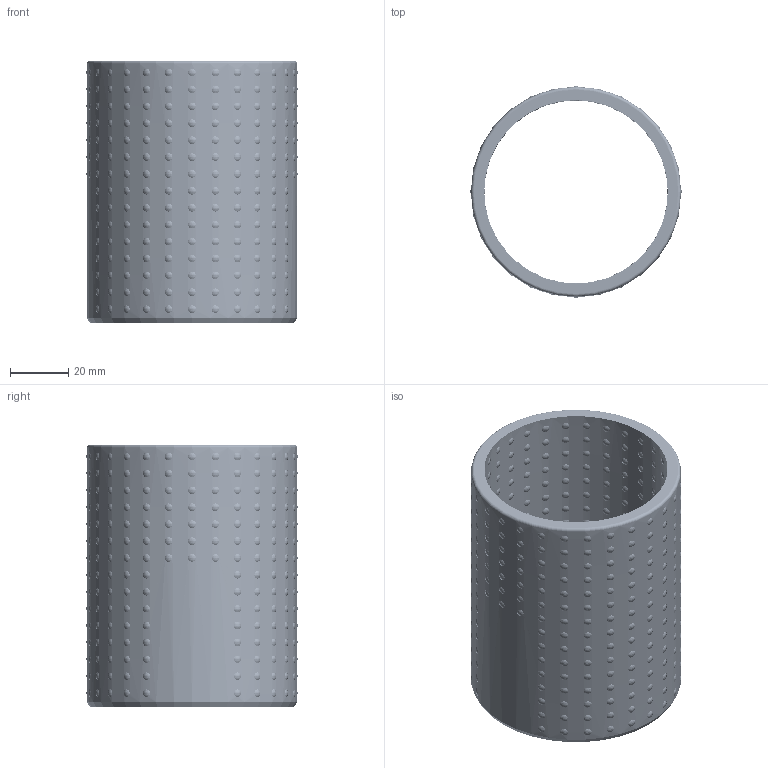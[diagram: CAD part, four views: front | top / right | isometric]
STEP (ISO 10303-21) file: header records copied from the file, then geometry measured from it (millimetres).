
FILE_DESCRIPTION (( 'STEP AP214' ), '1' );
FILE_NAME ('681QM-D63-C90.STEP', '2021-11-03T04:00:02', ( '' ), ( '' ), 'SwSTEP 2.0', 'SolidWorks 2016', '' );
FILE_SCHEMA (( 'AUTOMOTIVE_DESIGN' ));
Length unit declared in the file: millimetre
Products named in the file (376): BALL-D5; 681QM-D63-C90; 681QM -D63-C90
Assembly tree (373 placements, depth 2):
  BALL-D5
  BALL-D5
  BALL-D5
  BALL-D5
  BALL-D5
Bounding box: 72.49 x 72.49 x 90 mm (x, y, z)
Volume: 83268.9 mm3; surface area: 92498.7 mm2
Topology: 373 solids, 373 shells, 1507 faces, 6827 edges, 4550 vertices
Faces by surface type: sphere 1488, plane 8, cylinder 7, torus 2, cone 2
Entity records: 62966 total; most frequent: CARTESIAN_POINT 35907, ORIENTED_EDGE 4730, DIRECTION 3875, EDGE_CURVE 2365, AXIS2_PLACEMENT_3D 1912, VERTEX_POINT 1576, B_SPLINE_CURVE_WITH_KNOTS 1544, EDGE_LOOP 1483
